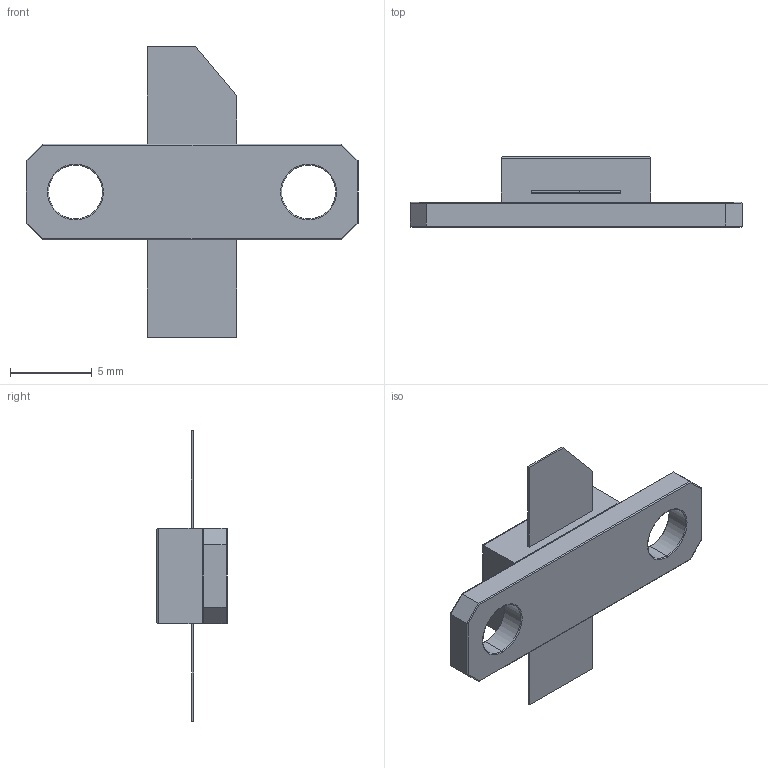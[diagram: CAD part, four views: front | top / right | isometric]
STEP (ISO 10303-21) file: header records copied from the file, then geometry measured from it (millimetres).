
FILE_DESCRIPTION (( 'STEP AP214' ), '1' );
FILE_NAME ('14E078EA-6A72-4519-8CB3-95A8D3D68E66.STEP', '2022-08-03T07:48:20', ( '' ), ( '' ), 'SwSTEP 2.0', 'SolidWorks 2022', '' );
FILE_SCHEMA (( 'AUTOMOTIVE_DESIGN' ));
Length unit declared in the file: millimetre
Products named in the file (1): 14E078EA-6A72-4519-8CB3-95A8D3D68E66
Bounding box: 20.32 x 4.3 x 17.78 mm (x, y, z)
Volume: 308 mm3; surface area: 620.7 mm2
Topology: 4 solids, 4 shells, 71 faces, 252 edges, 199 vertices
Faces by surface type: plane 39, cylinder 24, torus 8
Entity records: 4461 total; most frequent: CARTESIAN_POINT 1553, ORIENTED_EDGE 504, DIRECTION 329, EDGE_CURVE 252, VERTEX_POINT 199, VECTOR 137, LINE 137, AXIS2_PLACEMENT_3D 96
